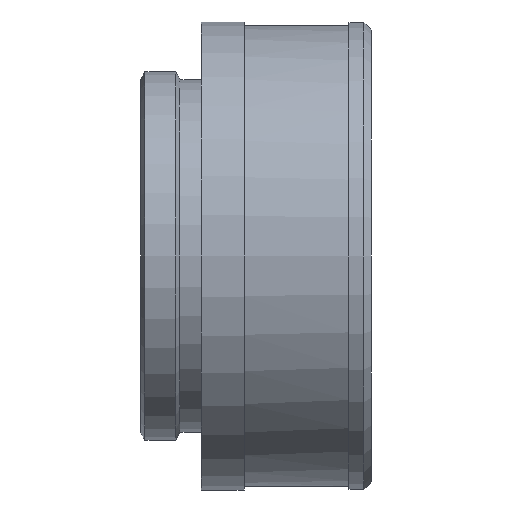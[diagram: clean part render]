
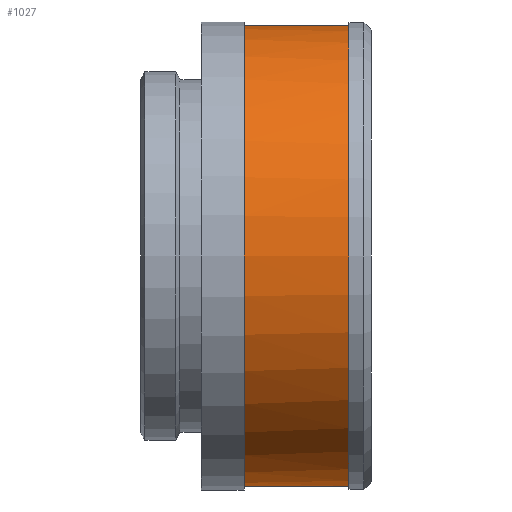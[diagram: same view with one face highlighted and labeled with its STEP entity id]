
A CAD part, left-side view. The second image highlights one B-rep face of the part: STEP entity #1027.
In plain terms, the highlighted cylindrical face has radius 15.621 mm (diameter 31.242 mm), a partial arc.
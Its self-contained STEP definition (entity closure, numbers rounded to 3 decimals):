
#12 = CARTESIAN_POINT ( 'NONE',  ( 0., -2.76, -15.621 ) ) ;
#37 = CARTESIAN_POINT ( 'NONE',  ( 0., -2.76, 15.621 ) ) ;
#47 = CARTESIAN_POINT ( 'NONE',  ( -0.762, -2.76, -15.602 ) ) ;
#54 = CARTESIAN_POINT ( 'NONE',  ( 0., 4.352, -15.621 ) ) ;
#86 = DIRECTION ( 'NONE',  ( 0., 0., 1. ) ) ;
#87 = DIRECTION ( 'NONE',  ( 0., 1., 0. ) ) ;
#88 = CARTESIAN_POINT ( 'NONE',  ( 0., 4.352, 0. ) ) ;
#92 = DIRECTION ( 'NONE',  ( 0., 1., 0. ) ) ;
#93 = DIRECTION ( 'NONE',  ( 0., 0., 1. ) ) ;
#94 = DIRECTION ( 'NONE',  ( 0., 1., 0. ) ) ;
#97 = DIRECTION ( 'NONE',  ( 0., 0., 1. ) ) ;
#98 = CARTESIAN_POINT ( 'NONE',  ( 0., -2.76, 0. ) ) ;
#99 = CARTESIAN_POINT ( 'NONE',  ( 0., -2.76, 0. ) ) ;
#219 = DIRECTION ( 'NONE',  ( 0., 0., 1. ) ) ;
#220 = DIRECTION ( 'NONE',  ( 0., 1., 0. ) ) ;
#221 = CARTESIAN_POINT ( 'NONE',  ( 0., -2.76, 0. ) ) ;
#354 = AXIS2_PLACEMENT_3D ( 'NONE', #88, #87, #86 ) ;
#357 = AXIS2_PLACEMENT_3D ( 'NONE', #99, #94, #93 ) ;
#358 = CIRCLE ( 'NONE', #354, 15.621 ) ;
#359 = AXIS2_PLACEMENT_3D ( 'NONE', #98, #92, #97 ) ;
#360 = CIRCLE ( 'NONE', #357, 15.621 ) ;
#367 = CIRCLE ( 'NONE', #359, 15.621 ) ;
#401 = AXIS2_PLACEMENT_3D ( 'NONE', #221, #220, #219 ) ;
#403 = CIRCLE ( 'NONE', #401, 15.621 ) ;
#483 = VECTOR ( 'NONE', #827, 1000. ) ;
#484 = VECTOR ( 'NONE', #836, 1000. ) ;
#526 = AXIS2_PLACEMENT_3D ( 'NONE', #920, #924, #918 ) ;
#532 = ORIENTED_EDGE ( 'NONE', *, *, #1042, .F. ) ;
#534 = ORIENTED_EDGE ( 'NONE', *, *, #1128, .T. ) ;
#540 = ORIENTED_EDGE ( 'NONE', *, *, #1098, .T. ) ;
#541 = ORIENTED_EDGE ( 'NONE', *, *, #1129, .T. ) ;
#553 = ORIENTED_EDGE ( 'NONE', *, *, #1045, .T. ) ;
#555 = ORIENTED_EDGE ( 'NONE', *, *, #1130, .F. ) ;
#827 = DIRECTION ( 'NONE',  ( 0., 1., 0. ) ) ;
#831 = LINE ( 'NONE', #835, #483 ) ;
#835 = CARTESIAN_POINT ( 'NONE',  ( 0., 0., 15.621 ) ) ;
#836 = DIRECTION ( 'NONE',  ( 0., 1., 0. ) ) ;
#840 = LINE ( 'NONE', #841, #484 ) ;
#841 = CARTESIAN_POINT ( 'NONE',  ( 0., 0., -15.621 ) ) ;
#918 = DIRECTION ( 'NONE',  ( 0., 0., 1. ) ) ;
#920 = CARTESIAN_POINT ( 'NONE',  ( 0., 0., 0. ) ) ;
#921 = FACE_OUTER_BOUND ( 'NONE', #1378, .T. ) ;
#922 = CYLINDRICAL_SURFACE ( 'NONE', #526, 15.621 ) ;
#924 = DIRECTION ( 'NONE',  ( 0., 1., 0. ) ) ;
#947 = CARTESIAN_POINT ( 'NONE',  ( 0., 4.352, 15.621 ) ) ;
#954 = CARTESIAN_POINT ( 'NONE',  ( -0.762, -2.76, 15.602 ) ) ;
#1027 = ADVANCED_FACE ( 'NONE', ( #921 ), #922, .T. ) ;
#1042 = EDGE_CURVE ( 'NONE', #1218, #1211, #840, .T. ) ;
#1045 = EDGE_CURVE ( 'NONE', #1215, #1199, #831, .T. ) ;
#1098 = EDGE_CURVE ( 'NONE', #1232, #1202, #403, .T. ) ;
#1128 = EDGE_CURVE ( 'NONE', #1218, #1232, #367, .T. ) ;
#1129 = EDGE_CURVE ( 'NONE', #1202, #1215, #360, .T. ) ;
#1130 = EDGE_CURVE ( 'NONE', #1211, #1199, #358, .T. ) ;
#1199 = VERTEX_POINT ( 'NONE', #947 ) ;
#1202 = VERTEX_POINT ( 'NONE', #954 ) ;
#1211 = VERTEX_POINT ( 'NONE', #54 ) ;
#1215 = VERTEX_POINT ( 'NONE', #37 ) ;
#1218 = VERTEX_POINT ( 'NONE', #12 ) ;
#1232 = VERTEX_POINT ( 'NONE', #47 ) ;
#1378 = EDGE_LOOP ( 'NONE', ( #532, #534, #540, #541, #553, #555 ) ) ;
